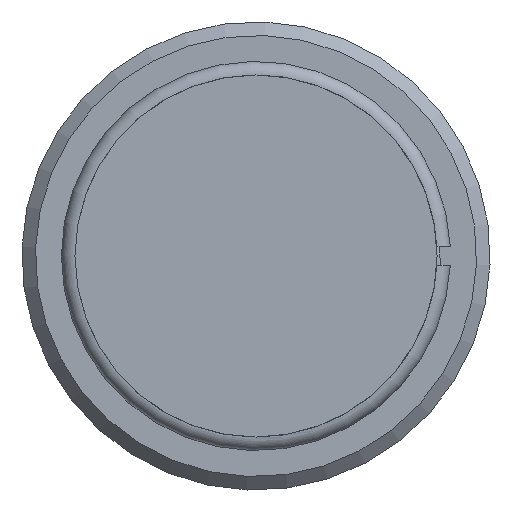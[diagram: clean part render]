
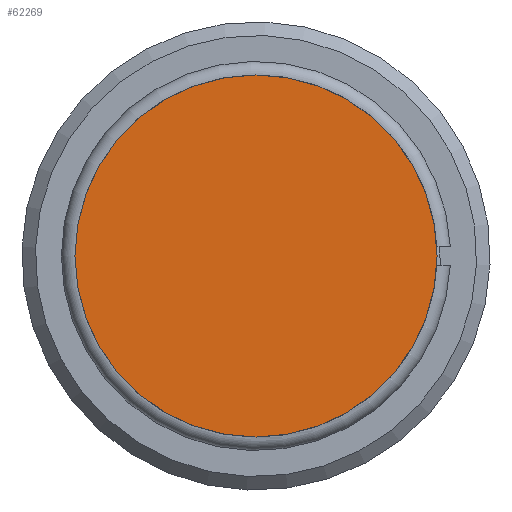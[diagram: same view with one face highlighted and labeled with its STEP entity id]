
A CAD part, left-side view. The second image highlights one B-rep face of the part: STEP entity #62269.
In plain terms, the highlighted planar face has unit normal (-1, 0, 0).
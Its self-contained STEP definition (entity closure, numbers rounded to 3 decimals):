
#62249=CARTESIAN_POINT('',(0.,4.0,0.0));
#62250=VERTEX_POINT('',#62249);
#62251=CARTESIAN_POINT('',(0.0,0.0,0.0));
#62252=DIRECTION('',(1.0,0.0,0.0));
#62253=DIRECTION('',(0.0,1.0,0.0));
#62254=AXIS2_PLACEMENT_3D('',#62251,#62252,#62253);
#62255=CIRCLE('',#62254,4.0);
#62256=EDGE_CURVE('',#62250,#62250,#62255,.T.);
#62261=CARTESIAN_POINT('',(0.,3.525,0.0));
#62262=DIRECTION('',(-1.0,0.0,0.0));
#62263=DIRECTION('',(0.0,0.0,1.0));
#62264=AXIS2_PLACEMENT_3D('',#62261,#62262,#62263);
#62265=PLANE('',#62264);
#62266=ORIENTED_EDGE('',*,*,#62256,.F.);
#62267=EDGE_LOOP('',(#62266));
#62268=FACE_OUTER_BOUND('',#62267,.T.);
#62269=ADVANCED_FACE('',(#62268),#62265,.T.);
